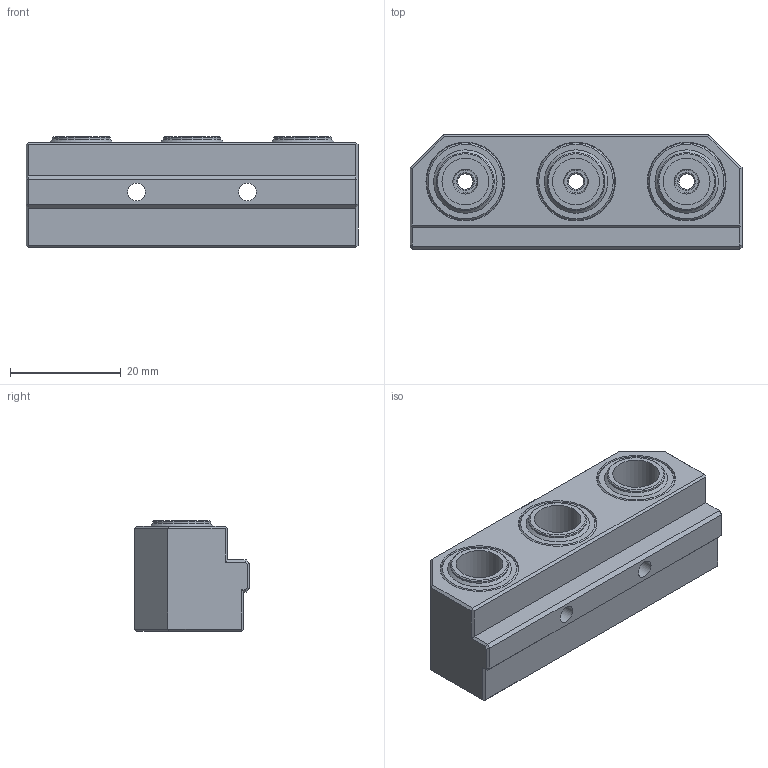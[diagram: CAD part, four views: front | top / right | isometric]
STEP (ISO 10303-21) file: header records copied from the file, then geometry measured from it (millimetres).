
FILE_DESCRIPTION(('Open CASCADE Model'),'2;1');
FILE_NAME('Open CASCADE Shape Model','2024-07-24T15:48:56',('Author'),( 'Open CASCADE'),'Open CASCADE STEP processor 7.7','Open CASCADE 7.7' ,'Unknown');
FILE_SCHEMA(('AUTOMOTIVE_DESIGN { 1 0 10303 214 1 1 1 1 }'));
Length unit declared in the file: millimetre
Products named in the file (10): 6a52c050-4980-11ef-8175-bcc7469dd9ff; 6a52c050-4980-11ef-8175-bcc7469dd9ff_part; Body; Body_part; Tool 0; Tool 0_part; Tool 1; Tool 1_part; Tool 2; Tool 2_part
Assembly tree (9 placements, depth 3):
  6a52c050-4980-11ef-8175-bcc7469dd9ff
    6a52c050-4980-11ef-8175-bcc7469dd9ff_part
    Body
      Body_part
    Tool 0
      Tool 0_part
    Tool 1
      Tool 1_part
    Tool 2
      Tool 2_part
Bounding box: 60 x 20.75 x 20 mm (x, y, z)
Volume: 18319 mm3; surface area: 11742.3 mm2
Topology: 4 solids, 4 shells, 179 faces, 378 edges, 224 vertices
Faces by surface type: plane 93, cone 49, cylinder 34, bspline 3
Full cylindrical faces by diameter (mm): 2.8 x3, 3.2 x2, 4.1 x3, 5.8 x2, 8.45 x3, 10.45 x3, 12.45 x6, 14.45 x12
Entity records: 10373 total; most frequent: CARTESIAN_POINT 2231, DIRECTION 1567, LINE 853, VECTOR 853, ORIENTED_EDGE 756, PCURVE 756, DEFINITIONAL_REPRESENTATION 756, EDGE_CURVE 378
